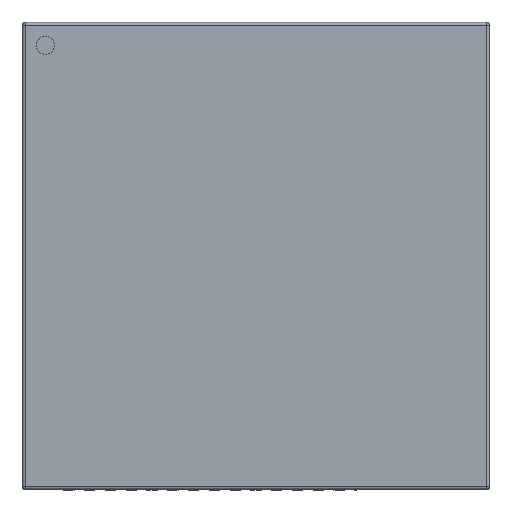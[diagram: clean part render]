
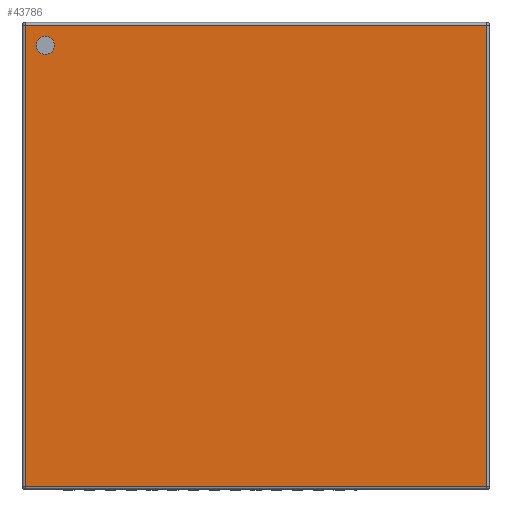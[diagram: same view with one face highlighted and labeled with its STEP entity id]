
A CAD part, top view. The second image highlights one B-rep face of the part: STEP entity #43786.
In plain terms, the highlighted planar face has unit normal (0, 0, 1).
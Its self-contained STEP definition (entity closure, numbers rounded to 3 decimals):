
#11281 = CYLINDRICAL_SURFACE('',#11282,0.05);
#11282 = AXIS2_PLACEMENT_3D('',#11283,#11284,#11285);
#11283 = CARTESIAN_POINT('',(4.44,-4.44,0.83));
#11284 = DIRECTION('',(0.,1.,0.));
#11285 = DIRECTION('',(0.,0.,1.));
#37468 = VERTEX_POINT('',#37469);
#37469 = CARTESIAN_POINT('',(4.44,-4.44,0.88));
#37491 = VERTEX_POINT('',#37492);
#37492 = CARTESIAN_POINT('',(4.44,4.44,0.88));
#37517 = EDGE_CURVE('',#37468,#37491,#37518,.T.);
#37518 = SURFACE_CURVE('',#37519,(#37523,#37530),.PCURVE_S1.);
#37519 = LINE('',#37520,#37521);
#37520 = CARTESIAN_POINT('',(4.44,-4.44,0.88));
#37521 = VECTOR('',#37522,1.);
#37522 = DIRECTION('',(0.,1.,0.));
#37523 = PCURVE('',#11281,#37524);
#37524 = DEFINITIONAL_REPRESENTATION('',(#37525),#37529);
#37525 = LINE('',#37526,#37527);
#37526 = CARTESIAN_POINT('',(0.,0.));
#37527 = VECTOR('',#37528,1.);
#37528 = DIRECTION('',(0.,1.));
#37529 = ( GEOMETRIC_REPRESENTATION_CONTEXT(2) 
PARAMETRIC_REPRESENTATION_CONTEXT() REPRESENTATION_CONTEXT('2D SPACE',''
  ) );
#37530 = PCURVE('',#37531,#37536);
#37531 = PLANE('',#37532);
#37532 = AXIS2_PLACEMENT_3D('',#37533,#37534,#37535);
#37533 = CARTESIAN_POINT('',(-4.49,-4.49,0.88));
#37534 = DIRECTION('',(0.,0.,1.));
#37535 = DIRECTION('',(1.,0.,0.));
#37536 = DEFINITIONAL_REPRESENTATION('',(#37537),#37541);
#37537 = LINE('',#37538,#37539);
#37538 = CARTESIAN_POINT('',(8.93,0.05));
#37539 = VECTOR('',#37540,1.);
#37540 = DIRECTION('',(0.,1.));
#37541 = ( GEOMETRIC_REPRESENTATION_CONTEXT(2) 
PARAMETRIC_REPRESENTATION_CONTEXT() REPRESENTATION_CONTEXT('2D SPACE',''
  ) );
#38607 = CYLINDRICAL_SURFACE('',#38608,0.05);
#38608 = AXIS2_PLACEMENT_3D('',#38609,#38610,#38611);
#38609 = CARTESIAN_POINT('',(-4.44,-4.44,0.83));
#38610 = DIRECTION('',(0.,1.,0.));
#38611 = DIRECTION('',(-1.,0.,0.));
#38746 = CYLINDRICAL_SURFACE('',#38747,0.05);
#38747 = AXIS2_PLACEMENT_3D('',#38748,#38749,#38750);
#38748 = CARTESIAN_POINT('',(-4.49,-4.44,0.83));
#38749 = DIRECTION('',(1.,0.,0.));
#38750 = DIRECTION('',(0.,-1.,0.));
#41519 = CYLINDRICAL_SURFACE('',#41520,0.05);
#41520 = AXIS2_PLACEMENT_3D('',#41521,#41522,#41523);
#41521 = CARTESIAN_POINT('',(-4.49,4.44,0.83));
#41522 = DIRECTION('',(1.,0.,0.));
#41523 = DIRECTION('',(0.,1.,0.));
#43786 = ADVANCED_FACE('',(#43787,#43857),#37531,.T.);
#43787 = FACE_BOUND('',#43788,.T.);
#43788 = EDGE_LOOP('',(#43789,#43812,#43813,#43836));
#43789 = ORIENTED_EDGE('',*,*,#43790,.T.);
#43790 = EDGE_CURVE('',#43791,#37468,#43793,.T.);
#43791 = VERTEX_POINT('',#43792);
#43792 = CARTESIAN_POINT('',(-4.44,-4.44,0.88));
#43793 = SURFACE_CURVE('',#43794,(#43798,#43805),.PCURVE_S1.);
#43794 = LINE('',#43795,#43796);
#43795 = CARTESIAN_POINT('',(-4.49,-4.44,0.88));
#43796 = VECTOR('',#43797,1.);
#43797 = DIRECTION('',(1.,0.,0.));
#43798 = PCURVE('',#37531,#43799);
#43799 = DEFINITIONAL_REPRESENTATION('',(#43800),#43804);
#43800 = LINE('',#43801,#43802);
#43801 = CARTESIAN_POINT('',(0.,0.05));
#43802 = VECTOR('',#43803,1.);
#43803 = DIRECTION('',(1.,0.));
#43804 = ( GEOMETRIC_REPRESENTATION_CONTEXT(2) 
PARAMETRIC_REPRESENTATION_CONTEXT() REPRESENTATION_CONTEXT('2D SPACE',''
  ) );
#43805 = PCURVE('',#38746,#43806);
#43806 = DEFINITIONAL_REPRESENTATION('',(#43807),#43811);
#43807 = LINE('',#43808,#43809);
#43808 = CARTESIAN_POINT('',(-1.571,0.));
#43809 = VECTOR('',#43810,1.);
#43810 = DIRECTION('',(-0.,1.));
#43811 = ( GEOMETRIC_REPRESENTATION_CONTEXT(2) 
PARAMETRIC_REPRESENTATION_CONTEXT() REPRESENTATION_CONTEXT('2D SPACE',''
  ) );
#43812 = ORIENTED_EDGE('',*,*,#37517,.T.);
#43813 = ORIENTED_EDGE('',*,*,#43814,.F.);
#43814 = EDGE_CURVE('',#43815,#37491,#43817,.T.);
#43815 = VERTEX_POINT('',#43816);
#43816 = CARTESIAN_POINT('',(-4.44,4.44,0.88));
#43817 = SURFACE_CURVE('',#43818,(#43822,#43829),.PCURVE_S1.);
#43818 = LINE('',#43819,#43820);
#43819 = CARTESIAN_POINT('',(-4.49,4.44,0.88));
#43820 = VECTOR('',#43821,1.);
#43821 = DIRECTION('',(1.,0.,0.));
#43822 = PCURVE('',#37531,#43823);
#43823 = DEFINITIONAL_REPRESENTATION('',(#43824),#43828);
#43824 = LINE('',#43825,#43826);
#43825 = CARTESIAN_POINT('',(0.,8.93));
#43826 = VECTOR('',#43827,1.);
#43827 = DIRECTION('',(1.,0.));
#43828 = ( GEOMETRIC_REPRESENTATION_CONTEXT(2) 
PARAMETRIC_REPRESENTATION_CONTEXT() REPRESENTATION_CONTEXT('2D SPACE',''
  ) );
#43829 = PCURVE('',#41519,#43830);
#43830 = DEFINITIONAL_REPRESENTATION('',(#43831),#43835);
#43831 = LINE('',#43832,#43833);
#43832 = CARTESIAN_POINT('',(1.571,0.));
#43833 = VECTOR('',#43834,1.);
#43834 = DIRECTION('',(0.,1.));
#43835 = ( GEOMETRIC_REPRESENTATION_CONTEXT(2) 
PARAMETRIC_REPRESENTATION_CONTEXT() REPRESENTATION_CONTEXT('2D SPACE',''
  ) );
#43836 = ORIENTED_EDGE('',*,*,#43837,.F.);
#43837 = EDGE_CURVE('',#43791,#43815,#43838,.T.);
#43838 = SURFACE_CURVE('',#43839,(#43843,#43850),.PCURVE_S1.);
#43839 = LINE('',#43840,#43841);
#43840 = CARTESIAN_POINT('',(-4.44,-4.44,0.88));
#43841 = VECTOR('',#43842,1.);
#43842 = DIRECTION('',(0.,1.,0.));
#43843 = PCURVE('',#37531,#43844);
#43844 = DEFINITIONAL_REPRESENTATION('',(#43845),#43849);
#43845 = LINE('',#43846,#43847);
#43846 = CARTESIAN_POINT('',(0.05,0.05));
#43847 = VECTOR('',#43848,1.);
#43848 = DIRECTION('',(0.,1.));
#43849 = ( GEOMETRIC_REPRESENTATION_CONTEXT(2) 
PARAMETRIC_REPRESENTATION_CONTEXT() REPRESENTATION_CONTEXT('2D SPACE',''
  ) );
#43850 = PCURVE('',#38607,#43851);
#43851 = DEFINITIONAL_REPRESENTATION('',(#43852),#43856);
#43852 = LINE('',#43853,#43854);
#43853 = CARTESIAN_POINT('',(1.571,0.));
#43854 = VECTOR('',#43855,1.);
#43855 = DIRECTION('',(0.,1.));
#43856 = ( GEOMETRIC_REPRESENTATION_CONTEXT(2) 
PARAMETRIC_REPRESENTATION_CONTEXT() REPRESENTATION_CONTEXT('2D SPACE',''
  ) );
#43857 = FACE_BOUND('',#43858,.T.);
#43858 = EDGE_LOOP('',(#43859));
#43859 = ORIENTED_EDGE('',*,*,#43860,.F.);
#43860 = EDGE_CURVE('',#43861,#43861,#43863,.T.);
#43861 = VERTEX_POINT('',#43862);
#43862 = CARTESIAN_POINT('',(-3.875,-4.05,0.88));
#43863 = SURFACE_CURVE('',#43864,(#43869,#43876),.PCURVE_S1.);
#43864 = CIRCLE('',#43865,0.175);
#43865 = AXIS2_PLACEMENT_3D('',#43866,#43867,#43868);
#43866 = CARTESIAN_POINT('',(-4.05,-4.05,0.88));
#43867 = DIRECTION('',(0.,0.,1.));
#43868 = DIRECTION('',(1.,0.,0.));
#43869 = PCURVE('',#37531,#43870);
#43870 = DEFINITIONAL_REPRESENTATION('',(#43871),#43875);
#43871 = CIRCLE('',#43872,0.175);
#43872 = AXIS2_PLACEMENT_2D('',#43873,#43874);
#43873 = CARTESIAN_POINT('',(0.44,0.44));
#43874 = DIRECTION('',(1.,0.));
#43875 = ( GEOMETRIC_REPRESENTATION_CONTEXT(2) 
PARAMETRIC_REPRESENTATION_CONTEXT() REPRESENTATION_CONTEXT('2D SPACE',''
  ) );
#43876 = PCURVE('',#43877,#43882);
#43877 = CYLINDRICAL_SURFACE('',#43878,0.175);
#43878 = AXIS2_PLACEMENT_3D('',#43879,#43880,#43881);
#43879 = CARTESIAN_POINT('',(-4.05,-4.05,0.88));
#43880 = DIRECTION('',(-0.,-0.,-1.));
#43881 = DIRECTION('',(1.,0.,0.));
#43882 = DEFINITIONAL_REPRESENTATION('',(#43883),#43887);
#43883 = LINE('',#43884,#43885);
#43884 = CARTESIAN_POINT('',(-0.,0.));
#43885 = VECTOR('',#43886,1.);
#43886 = DIRECTION('',(-1.,0.));
#43887 = ( GEOMETRIC_REPRESENTATION_CONTEXT(2) 
PARAMETRIC_REPRESENTATION_CONTEXT() REPRESENTATION_CONTEXT('2D SPACE',''
  ) );
